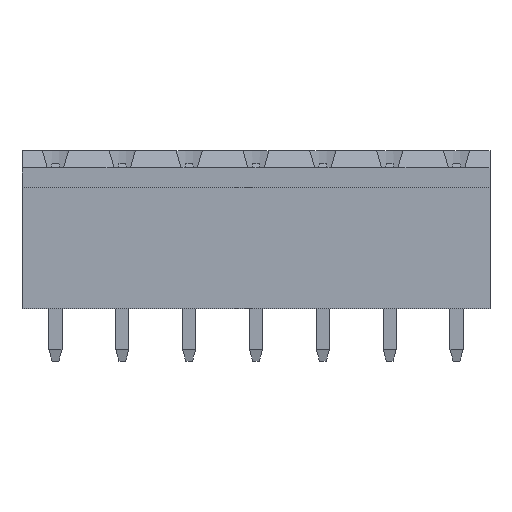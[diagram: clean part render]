
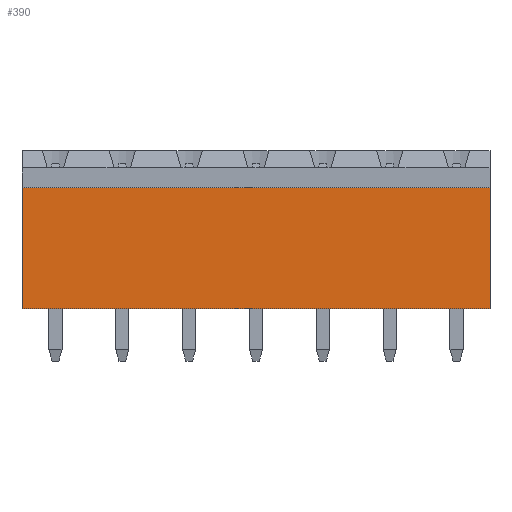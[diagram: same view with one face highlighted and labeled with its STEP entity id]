
A CAD part, front view. The second image highlights one B-rep face of the part: STEP entity #390.
In plain terms, the highlighted planar face has unit normal (0, -1, 0).
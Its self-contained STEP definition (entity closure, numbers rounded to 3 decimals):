
#390 = ADVANCED_FACE( '', ( #971 ), #972, .T. );
#971 = FACE_OUTER_BOUND( '', #1793, .T. );
#972 = PLANE( '', #1794 );
#1793 = EDGE_LOOP( '', ( #2622, #2623, #2624, #2625 ) );
#1794 = AXIS2_PLACEMENT_3D( '', #2626, #2627, #2628 );
#2622 = ORIENTED_EDGE( '', *, *, #5098, .F. );
#2623 = ORIENTED_EDGE( '', *, *, #5099, .F. );
#2624 = ORIENTED_EDGE( '', *, *, #5100, .F. );
#2625 = ORIENTED_EDGE( '', *, *, #5101, .T. );
#2626 = CARTESIAN_POINT( '', ( 18.78, -4.05, -6. ) );
#2627 = DIRECTION( '', ( 0., -1., 0. ) );
#2628 = DIRECTION( '', ( 0., 0., -1. ) );
#5098 = EDGE_CURVE( '', #6099, #6100, #6101, .T. );
#5099 = EDGE_CURVE( '', #6102, #6099, #6103, .T. );
#5100 = EDGE_CURVE( '', #6104, #6102, #6105, .T. );
#5101 = EDGE_CURVE( '', #6104, #6100, #6106, .T. );
#6099 = VERTEX_POINT( '', #7579 );
#6100 = VERTEX_POINT( '', #7580 );
#6101 = LINE( '', #7581, #7582 );
#6102 = VERTEX_POINT( '', #7583 );
#6103 = LINE( '', #7584, #7585 );
#6104 = VERTEX_POINT( '', #7586 );
#6105 = LINE( '', #7587, #7588 );
#6106 = LINE( '', #7589, #7590 );
#7579 = CARTESIAN_POINT( '', ( -17.78, -4.05, -6. ) );
#7580 = CARTESIAN_POINT( '', ( -17.78, -4.05, 3.2 ) );
#7581 = CARTESIAN_POINT( '', ( -17.78, -4.05, -6. ) );
#7582 = VECTOR( '', #9697, 1000. );
#7583 = CARTESIAN_POINT( '', ( 17.78, -4.05, -6. ) );
#7584 = CARTESIAN_POINT( '', ( 18.78, -4.05, -6. ) );
#7585 = VECTOR( '', #9698, 1000. );
#7586 = CARTESIAN_POINT( '', ( 17.78, -4.05, 3.2 ) );
#7587 = CARTESIAN_POINT( '', ( 17.78, -4.05, -6. ) );
#7588 = VECTOR( '', #9699, 1000. );
#7589 = CARTESIAN_POINT( '', ( 18.78, -4.05, 3.2 ) );
#7590 = VECTOR( '', #9700, 1000. );
#9697 = DIRECTION( '', ( 0., 0., 1. ) );
#9698 = DIRECTION( '', ( -1., 0., 0. ) );
#9699 = DIRECTION( '', ( 0., 0., -1. ) );
#9700 = DIRECTION( '', ( -1., 0., 0. ) );
